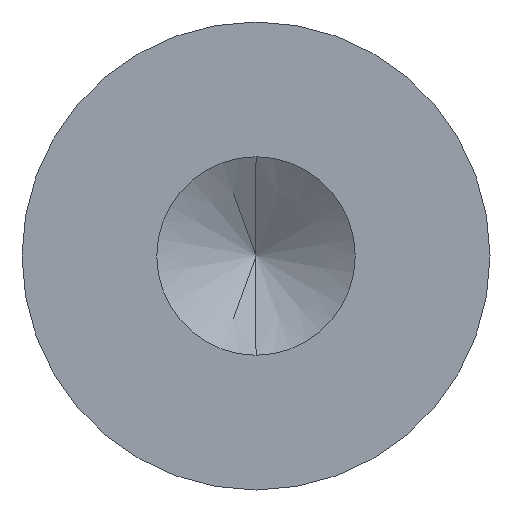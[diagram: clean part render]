
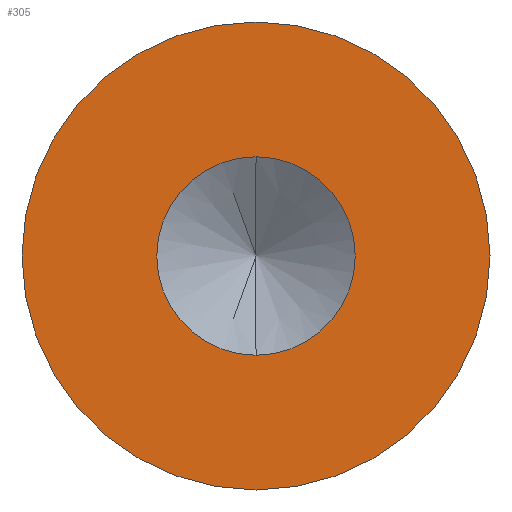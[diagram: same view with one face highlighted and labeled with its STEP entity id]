
A CAD part, front view. The second image highlights one B-rep face of the part: STEP entity #305.
In plain terms, the highlighted planar face has unit normal (0, -1, 0).
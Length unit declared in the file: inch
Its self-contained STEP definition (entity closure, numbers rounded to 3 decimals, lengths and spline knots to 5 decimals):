
#9 = CARTESIAN_POINT ( 'NONE',  ( 0., 0., -0.1875 ) ) ;
#13 = EDGE_CURVE ( 'NONE', #308, #337, #119, .T. ) ;
#33 = FACE_BOUND ( 'NONE', #333, .T. ) ;
#54 = AXIS2_PLACEMENT_3D ( 'NONE', #249, #171, #82 ) ;
#56 = CARTESIAN_POINT ( 'NONE',  ( 0., 0., 0. ) ) ;
#61 = EDGE_LOOP ( 'NONE', ( #108, #270 ) ) ;
#71 = CARTESIAN_POINT ( 'NONE',  ( 0., 0., 0. ) ) ;
#75 = DIRECTION ( 'NONE',  ( 0., 1., 0. ) ) ;
#76 = DIRECTION ( 'NONE',  ( 0., 0., 1. ) ) ;
#78 = AXIS2_PLACEMENT_3D ( 'NONE', #328, #269, #157 ) ;
#82 = DIRECTION ( 'NONE',  ( 0., 0., 1. ) ) ;
#90 = EDGE_CURVE ( 'NONE', #337, #308, #138, .T. ) ;
#97 = FACE_OUTER_BOUND ( 'NONE', #61, .T. ) ;
#108 = ORIENTED_EDGE ( 'NONE', *, *, #90, .F. ) ;
#119 = CIRCLE ( 'NONE', #421, 0.1875 ) ;
#125 = AXIS2_PLACEMENT_3D ( 'NONE', #56, #155, #127 ) ;
#127 = DIRECTION ( 'NONE',  ( 0., 0., -1. ) ) ;
#138 = CIRCLE ( 'NONE', #54, 0.1875 ) ;
#143 = CARTESIAN_POINT ( 'NONE',  ( 0., 0., 0. ) ) ;
#155 = DIRECTION ( 'NONE',  ( 0., -1., 0. ) ) ;
#157 = DIRECTION ( 'NONE',  ( 0., 0., 1. ) ) ;
#160 = ORIENTED_EDGE ( 'NONE', *, *, #385, .F. ) ;
#170 = DIRECTION ( 'NONE',  ( 0., 0., -1. ) ) ;
#171 = DIRECTION ( 'NONE',  ( 0., 1., 0. ) ) ;
#184 = CIRCLE ( 'NONE', #254, 0.0795 ) ;
#187 = EDGE_CURVE ( 'NONE', #243, #411, #318, .T. ) ;
#193 = CARTESIAN_POINT ( 'NONE',  ( 0., 0., 0.0795 ) ) ;
#214 = DIRECTION ( 'NONE',  ( 0., -1., 0. ) ) ;
#234 = PLANE ( 'NONE',  #78 ) ;
#243 = VERTEX_POINT ( 'NONE', #193 ) ;
#249 = CARTESIAN_POINT ( 'NONE',  ( 0., 0., 0. ) ) ;
#254 = AXIS2_PLACEMENT_3D ( 'NONE', #71, #214, #170 ) ;
#269 = DIRECTION ( 'NONE',  ( 0., 1., 0. ) ) ;
#270 = ORIENTED_EDGE ( 'NONE', *, *, #13, .F. ) ;
#284 = CARTESIAN_POINT ( 'NONE',  ( 0., 0., -0.0795 ) ) ;
#295 = CARTESIAN_POINT ( 'NONE',  ( 0., 0., 0.1875 ) ) ;
#305 = ADVANCED_FACE ( 'NONE', ( #33, #97 ), #234, .F. ) ;
#308 = VERTEX_POINT ( 'NONE', #295 ) ;
#318 = CIRCLE ( 'NONE', #125, 0.0795 ) ;
#328 = CARTESIAN_POINT ( 'NONE',  ( 0., 0., 0. ) ) ;
#333 = EDGE_LOOP ( 'NONE', ( #160, #364 ) ) ;
#337 = VERTEX_POINT ( 'NONE', #9 ) ;
#364 = ORIENTED_EDGE ( 'NONE', *, *, #187, .F. ) ;
#385 = EDGE_CURVE ( 'NONE', #411, #243, #184, .T. ) ;
#411 = VERTEX_POINT ( 'NONE', #284 ) ;
#421 = AXIS2_PLACEMENT_3D ( 'NONE', #143, #75, #76 ) ;
